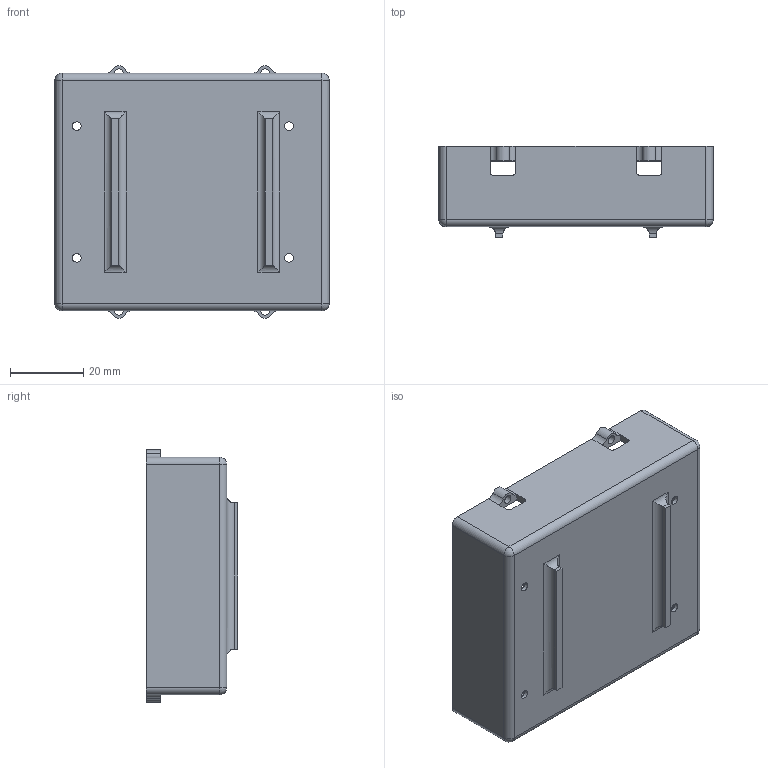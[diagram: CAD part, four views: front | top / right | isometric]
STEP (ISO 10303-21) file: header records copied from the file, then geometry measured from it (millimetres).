
FILE_DESCRIPTION(/* description */ (''),/* implementation_level */ '2;1');
FILE_NAME(/* name */ 'batterycase_ipt_d4dd0859.STEP',/* time_stamp */ '2022-06-02T14:50:11+03:00',/* author */ ('Sulieman DAHER'),/* organization */ (''),/* preprocessor_version */ 'ST-DEVELOPER v16.13',/* originating_system */ 'Autodesk Inventor 2018',/* authorisation */ '');
FILE_SCHEMA (('AUTOMOTIVE_DESIGN { 1 0 10303 214 3 1 1 }'));
Length unit declared in the file: millimetre
Products named in the file (1): batterycase
Bounding box: 75 x 25 x 69 mm (x, y, z)
Volume: 19170.4 mm3; surface area: 19179.8 mm2
Topology: 1 solids, 1 shells, 96 faces, 275 edges, 177 vertices
Faces by surface type: cylinder 49, plane 39, cone 4, sphere 4
Full cylindrical faces by diameter (mm): 2.4 x8
Entity records: 3134 total; most frequent: CARTESIAN_POINT 585, DIRECTION 533, ORIENTED_EDGE 506, EDGE_CURVE 253, AXIS2_PLACEMENT_3D 187, VERTEX_POINT 167, LINE 159, VECTOR 159
